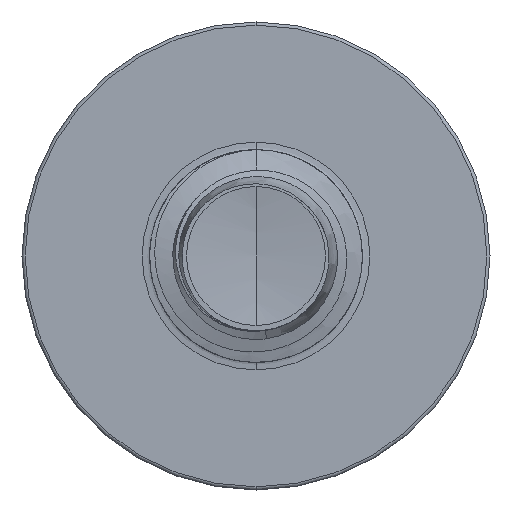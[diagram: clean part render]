
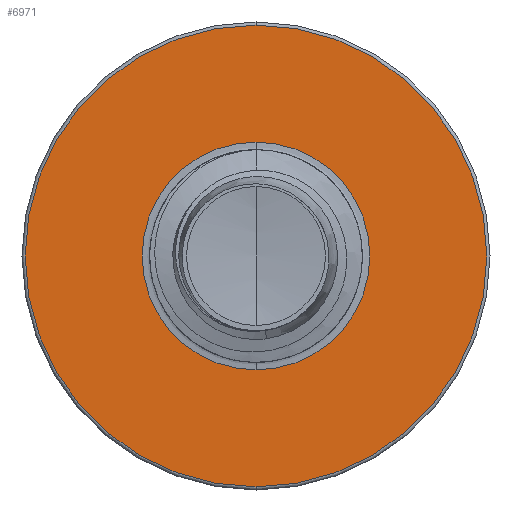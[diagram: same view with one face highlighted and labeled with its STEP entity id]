
A CAD part, front view. The second image highlights one B-rep face of the part: STEP entity #6971.
In plain terms, the highlighted planar face has unit normal (0, -1, 0).
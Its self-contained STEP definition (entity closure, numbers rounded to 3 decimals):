
#512 = CIRCLE ( 'NONE', #34232, 5.425 ) ;
#646 = EDGE_CURVE ( 'NONE', #23845, #13705, #27554, .T. ) ;
#2705 = EDGE_CURVE ( 'NONE', #9826, #5644, #5526, .T. ) ;
#3432 = CARTESIAN_POINT ( 'NONE',  ( 0., 22.5, -2.677 ) ) ;
#4283 = ORIENTED_EDGE ( 'NONE', *, *, #33785, .T. ) ;
#5526 = CIRCLE ( 'NONE', #17364, 2.677 ) ;
#5644 = VERTEX_POINT ( 'NONE', #3432 ) ;
#6971 = ADVANCED_FACE ( 'NONE', ( #25683, #10667 ), #22041, .F. ) ;
#7105 = DIRECTION ( 'NONE',  ( 0., 0., 1. ) ) ;
#9815 = CARTESIAN_POINT ( 'NONE',  ( 0., 22.5, 2.677 ) ) ;
#9826 = VERTEX_POINT ( 'NONE', #9815 ) ;
#9971 = CARTESIAN_POINT ( 'NONE',  ( 0., 22.5, 0. ) ) ;
#10667 = FACE_BOUND ( 'NONE', #13441, .T. ) ;
#10954 = ORIENTED_EDGE ( 'NONE', *, *, #2705, .T. ) ;
#11032 = DIRECTION ( 'NONE',  ( 0., 1., 0. ) ) ;
#13441 = EDGE_LOOP ( 'NONE', ( #10954, #4283 ) ) ;
#13705 = VERTEX_POINT ( 'NONE', #33162 ) ;
#14907 = AXIS2_PLACEMENT_3D ( 'NONE', #34311, #16301, #37360 ) ;
#15826 = CARTESIAN_POINT ( 'NONE',  ( 0., 22.5, 0. ) ) ;
#16301 = DIRECTION ( 'NONE',  ( 0., 1., 0. ) ) ;
#16694 = CARTESIAN_POINT ( 'NONE',  ( 0., 22.5, -5.425 ) ) ;
#17194 = ORIENTED_EDGE ( 'NONE', *, *, #26624, .F. ) ;
#17364 = AXIS2_PLACEMENT_3D ( 'NONE', #29001, #11032, #32027 ) ;
#18843 = DIRECTION ( 'NONE',  ( 0., 0., 1. ) ) ;
#18845 = AXIS2_PLACEMENT_3D ( 'NONE', #9971, #23286, #22965 ) ;
#21398 = ORIENTED_EDGE ( 'NONE', *, *, #646, .F. ) ;
#22041 = PLANE ( 'NONE',  #23177 ) ;
#22388 = EDGE_LOOP ( 'NONE', ( #17194, #21398 ) ) ;
#22965 = DIRECTION ( 'NONE',  ( 0., 0., 1. ) ) ;
#23177 = AXIS2_PLACEMENT_3D ( 'NONE', #27706, #25073, #7105 ) ;
#23286 = DIRECTION ( 'NONE',  ( 0., 1., 0. ) ) ;
#23845 = VERTEX_POINT ( 'NONE', #16694 ) ;
#24483 = CIRCLE ( 'NONE', #14907, 2.677 ) ;
#25073 = DIRECTION ( 'NONE',  ( 0., 1., 0. ) ) ;
#25683 = FACE_OUTER_BOUND ( 'NONE', #22388, .T. ) ;
#26624 = EDGE_CURVE ( 'NONE', #13705, #23845, #512, .T. ) ;
#27554 = CIRCLE ( 'NONE', #18845, 5.425 ) ;
#27706 = CARTESIAN_POINT ( 'NONE',  ( 0., 22.5, -2.677 ) ) ;
#29001 = CARTESIAN_POINT ( 'NONE',  ( 0., 22.5, 0. ) ) ;
#32027 = DIRECTION ( 'NONE',  ( 0., 0., 1. ) ) ;
#33162 = CARTESIAN_POINT ( 'NONE',  ( 0., 22.5, 5.425 ) ) ;
#33785 = EDGE_CURVE ( 'NONE', #5644, #9826, #24483, .T. ) ;
#34232 = AXIS2_PLACEMENT_3D ( 'NONE', #15826, #36877, #18843 ) ;
#34311 = CARTESIAN_POINT ( 'NONE',  ( 0., 22.5, 0. ) ) ;
#36877 = DIRECTION ( 'NONE',  ( 0., 1., 0. ) ) ;
#37360 = DIRECTION ( 'NONE',  ( 0., 0., 1. ) ) ;
